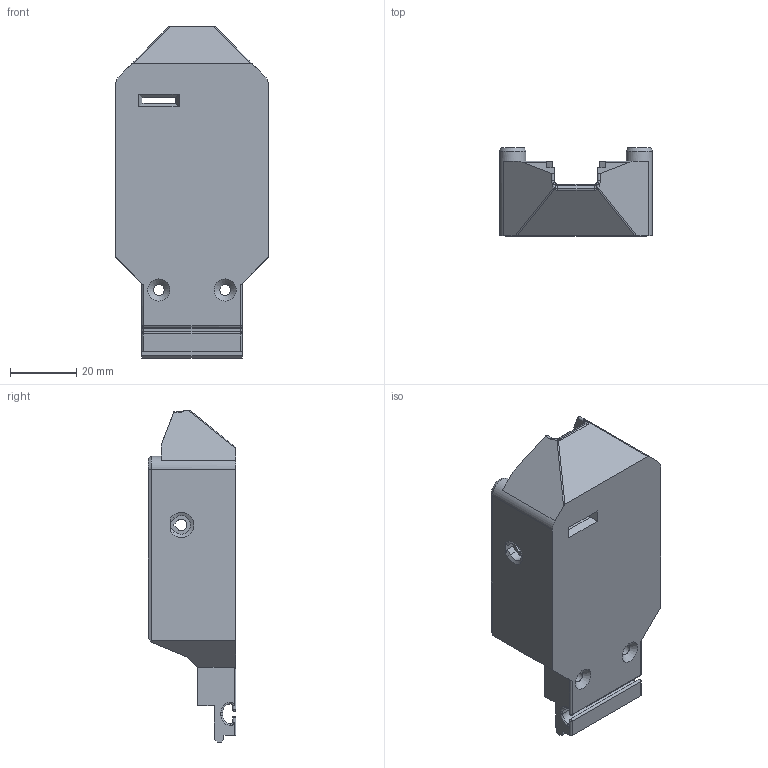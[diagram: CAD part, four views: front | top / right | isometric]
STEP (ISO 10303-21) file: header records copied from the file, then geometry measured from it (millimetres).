
FILE_DESCRIPTION(/* description */ (''),/* implementation_level */ '2;1');
FILE_NAME(/* name */ 'BASEPART_FRONT_V01.step',/* time_stamp */ '2023-01-15T22:59:42+01:00',/* author */ (''),/* organization */ (''),/* preprocessor_version */ 'ST-DEVELOPER v19.2',/* originating_system */ 'Autodesk Translation Framework v11.17.0.187',/* authorisation */ '');
FILE_SCHEMA (('AUTOMOTIVE_DESIGN { 1 0 10303 214 3 1 1 }'));
Length unit declared in the file: millimetre
Products named in the file (1): BASEPART_FRONT_V01_PR
Bounding box: 46.2 x 26.5 x 100.18 mm (x, y, z)
Volume: 53404.2 mm3; surface area: 17440.4 mm2
Topology: 1 solids, 1 shells, 237 faces, 593 edges, 358 vertices
Faces by surface type: plane 99, cylinder 74, bspline 40, cone 8, sphere 8, torus 8
Full cylindrical faces by diameter (mm): 3.3 x2, 4 x4
Entity records: 10620 total; most frequent: CARTESIAN_POINT 5110, ORIENTED_EDGE 1182, DIRECTION 1085, EDGE_CURVE 591, AXIS2_PLACEMENT_3D 372, VERTEX_POINT 358, LINE 341, VECTOR 341
